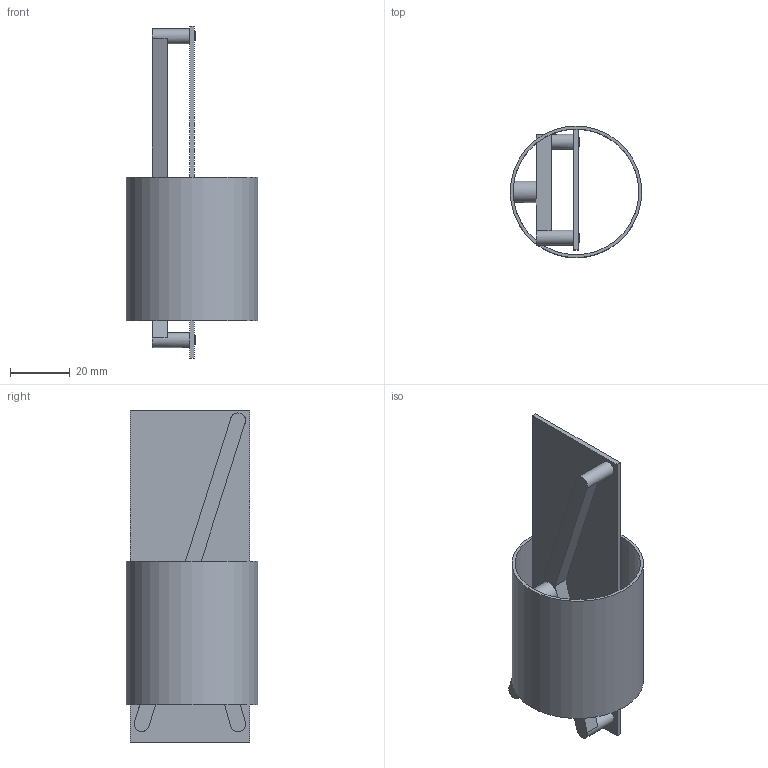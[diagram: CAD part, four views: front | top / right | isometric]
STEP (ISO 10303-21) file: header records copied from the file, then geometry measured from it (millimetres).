
FILE_DESCRIPTION(/* description */ (''),/* implementation_level */ '2;1');
FILE_NAME(/* name */ 'holder v10.step',/* time_stamp */ '2022-07-30T12:47:21+02:00',/* author */ (''),/* organization */ (''),/* preprocessor_version */ 'ST-DEVELOPER v19',/* originating_system */ 'Autodesk Translation Framework v11.7.0.108',/* authorisation */ '');
FILE_SCHEMA (('AUTOMOTIVE_DESIGN { 1 0 10303 214 3 1 1 }'));
Length unit declared in the file: millimetre
Products named in the file (3): holder; chipshouter pcb; pcb holder
Assembly tree (2 placements, depth 2):
  holder
    chipshouter pcb
    pcb holder
Bounding box: 44 x 44 x 111 mm (x, y, z)
Volume: 18245.9 mm3; surface area: 26359.8 mm2
Topology: 2 solids, 2 shells, 34 faces, 82 edges, 54 vertices
Faces by surface type: plane 22, cylinder 12
Full cylindrical faces by diameter (mm): 3 x6, 5 x3, 7.135 x1, 42 x1, 44 x1
Entity records: 1153 total; most frequent: CARTESIAN_POINT 208, DIRECTION 192, ORIENTED_EDGE 164, EDGE_CURVE 82, AXIS2_PLACEMENT_3D 72, VERTEX_POINT 54, LINE 48, VECTOR 48
